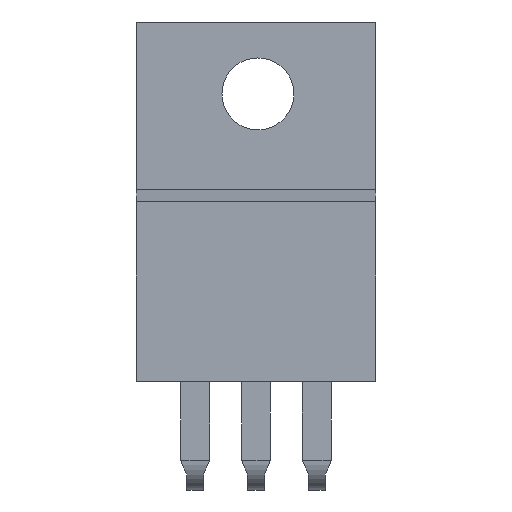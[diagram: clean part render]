
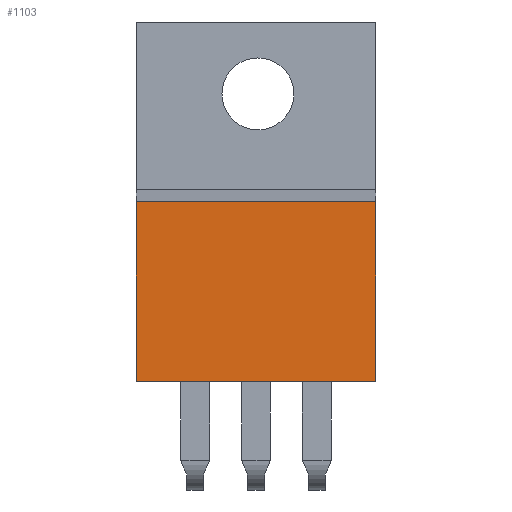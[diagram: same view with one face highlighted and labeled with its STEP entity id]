
A CAD part, front view. The second image highlights one B-rep face of the part: STEP entity #1103.
In plain terms, the highlighted planar face has unit normal (0, -1, 0).
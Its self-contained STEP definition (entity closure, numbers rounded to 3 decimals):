
#18 = LINE ( 'NONE', #935, #1628 ) ;
#39 = CARTESIAN_POINT ( 'NONE',  ( -2.54, -1.397, 11.31 ) ) ;
#66 = CARTESIAN_POINT ( 'NONE',  ( -2.54, -1.397, 18.81 ) ) ;
#110 = VERTEX_POINT ( 'NONE', #1700 ) ;
#111 = VECTOR ( 'NONE', #549, 1000. ) ;
#137 = LINE ( 'NONE', #278, #484 ) ;
#227 = ORIENTED_EDGE ( 'NONE', *, *, #1064, .F. ) ;
#258 = DIRECTION ( 'NONE',  ( 0., 0., 1. ) ) ;
#278 = CARTESIAN_POINT ( 'NONE',  ( 7.46, -1.397, 3.81 ) ) ;
#284 = DIRECTION ( 'NONE',  ( 0., 0., -1. ) ) ;
#400 = CARTESIAN_POINT ( 'NONE',  ( 7.46, -1.397, 3.81 ) ) ;
#463 = CARTESIAN_POINT ( 'NONE',  ( -2.54, -1.397, 3.81 ) ) ;
#484 = VECTOR ( 'NONE', #284, 1000. ) ;
#497 = DIRECTION ( 'NONE',  ( -1., 0., 0. ) ) ;
#506 = DIRECTION ( 'NONE',  ( 0., 1., 0. ) ) ;
#516 = PLANE ( 'NONE',  #1721 ) ;
#537 = EDGE_CURVE ( 'NONE', #1320, #110, #1010, .T. ) ;
#549 = DIRECTION ( 'NONE',  ( 0., 0., 1. ) ) ;
#726 = CARTESIAN_POINT ( 'NONE',  ( -2.54, -1.397, 3.81 ) ) ;
#752 = ORIENTED_EDGE ( 'NONE', *, *, #1524, .F. ) ;
#857 = VERTEX_POINT ( 'NONE', #1310 ) ;
#935 = CARTESIAN_POINT ( 'NONE',  ( -2.54, -1.397, 3.81 ) ) ;
#1010 = LINE ( 'NONE', #726, #111 ) ;
#1051 = ORIENTED_EDGE ( 'NONE', *, *, #537, .F. ) ;
#1064 = EDGE_CURVE ( 'NONE', #1146, #1320, #18, .T. ) ;
#1103 = ADVANCED_FACE ( 'NONE', ( #1553 ), #516, .F. ) ;
#1146 = VERTEX_POINT ( 'NONE', #400 ) ;
#1310 = CARTESIAN_POINT ( 'NONE',  ( 7.46, -1.397, 11.31 ) ) ;
#1312 = DIRECTION ( 'NONE',  ( 1., 0., 0. ) ) ;
#1320 = VERTEX_POINT ( 'NONE', #463 ) ;
#1478 = EDGE_LOOP ( 'NONE', ( #1859, #1051, #227, #752 ) ) ;
#1524 = EDGE_CURVE ( 'NONE', #857, #1146, #137, .T. ) ;
#1553 = FACE_OUTER_BOUND ( 'NONE', #1478, .T. ) ;
#1567 = LINE ( 'NONE', #39, #1633 ) ;
#1628 = VECTOR ( 'NONE', #497, 1000. ) ;
#1633 = VECTOR ( 'NONE', #1312, 1000. ) ;
#1700 = CARTESIAN_POINT ( 'NONE',  ( -2.54, -1.397, 11.31 ) ) ;
#1721 = AXIS2_PLACEMENT_3D ( 'NONE', #66, #506, #258 ) ;
#1772 = EDGE_CURVE ( 'NONE', #110, #857, #1567, .T. ) ;
#1859 = ORIENTED_EDGE ( 'NONE', *, *, #1772, .F. ) ;
